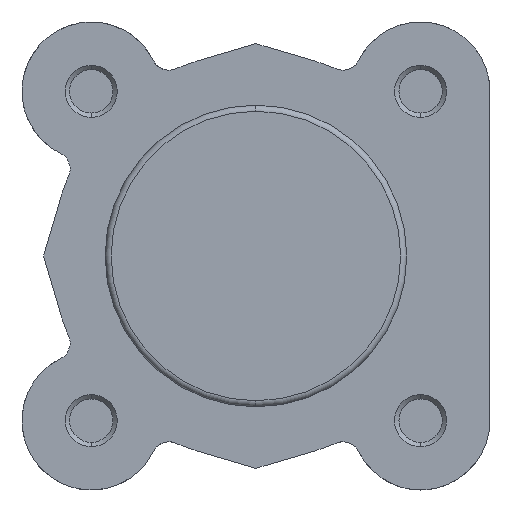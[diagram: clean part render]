
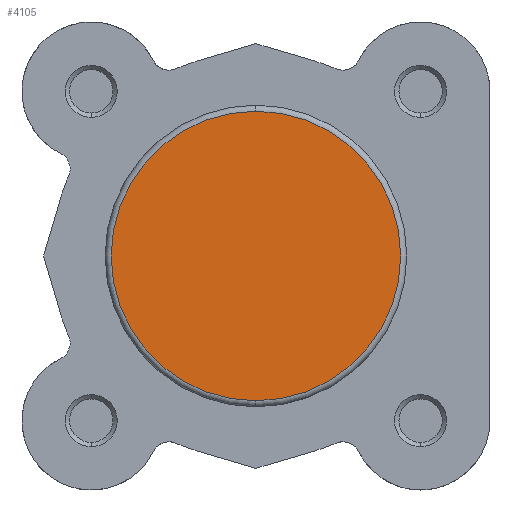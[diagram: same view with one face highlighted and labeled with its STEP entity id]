
A CAD part, left-side view. The second image highlights one B-rep face of the part: STEP entity #4105.
In plain terms, the highlighted planar face has unit normal (-1, 0, 0).
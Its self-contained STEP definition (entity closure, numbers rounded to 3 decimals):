
#152 = EDGE_CURVE ( 'NONE', #2839, #2838, #992, .T. ) ;
#244 = EDGE_CURVE ( 'NONE', #2838, #2839, #1121, .T. ) ;
#425 = AXIS2_PLACEMENT_3D ( 'NONE', #3511, #3512, #3513 ) ;
#475 = AXIS2_PLACEMENT_3D ( 'NONE', #3756, #3757, #3758 ) ;
#756 = AXIS2_PLACEMENT_3D ( 'NONE', #6021, #6024, #6025 ) ;
#992 = CIRCLE ( 'NONE', #425, 16.7 ) ;
#1121 = CIRCLE ( 'NONE', #475, 16.7 ) ;
#1736 = FACE_OUTER_BOUND ( 'NONE', #1963, .T. ) ;
#1963 = EDGE_LOOP ( 'NONE', ( #4577, #4424 ) ) ;
#2838 = VERTEX_POINT ( 'NONE', #4943 ) ;
#2839 = VERTEX_POINT ( 'NONE', #4944 ) ;
#3511 = CARTESIAN_POINT ( 'NONE',  ( 0., 0., 0. ) ) ;
#3512 = DIRECTION ( 'NONE',  ( -1., 0., 0. ) ) ;
#3513 = DIRECTION ( 'NONE',  ( 0., 0., 1. ) ) ;
#3756 = CARTESIAN_POINT ( 'NONE',  ( 0., 0., 0. ) ) ;
#3757 = DIRECTION ( 'NONE',  ( -1., 0., 0. ) ) ;
#3758 = DIRECTION ( 'NONE',  ( 0., 0., 1. ) ) ;
#4105 = ADVANCED_FACE ( 'NONE', ( #1736 ), #6022, .T. ) ;
#4424 = ORIENTED_EDGE ( 'NONE', *, *, #244, .T. ) ;
#4577 = ORIENTED_EDGE ( 'NONE', *, *, #152, .T. ) ;
#4943 = CARTESIAN_POINT ( 'NONE',  ( 0., 0., -16.7 ) ) ;
#4944 = CARTESIAN_POINT ( 'NONE',  ( 0., 0., 16.7 ) ) ;
#6021 = CARTESIAN_POINT ( 'NONE',  ( 0., -17.4, 0. ) ) ;
#6022 = PLANE ( 'NONE',  #756 ) ;
#6024 = DIRECTION ( 'NONE',  ( -1., 0., 0. ) ) ;
#6025 = DIRECTION ( 'NONE',  ( 0., 0., 1. ) ) ;
